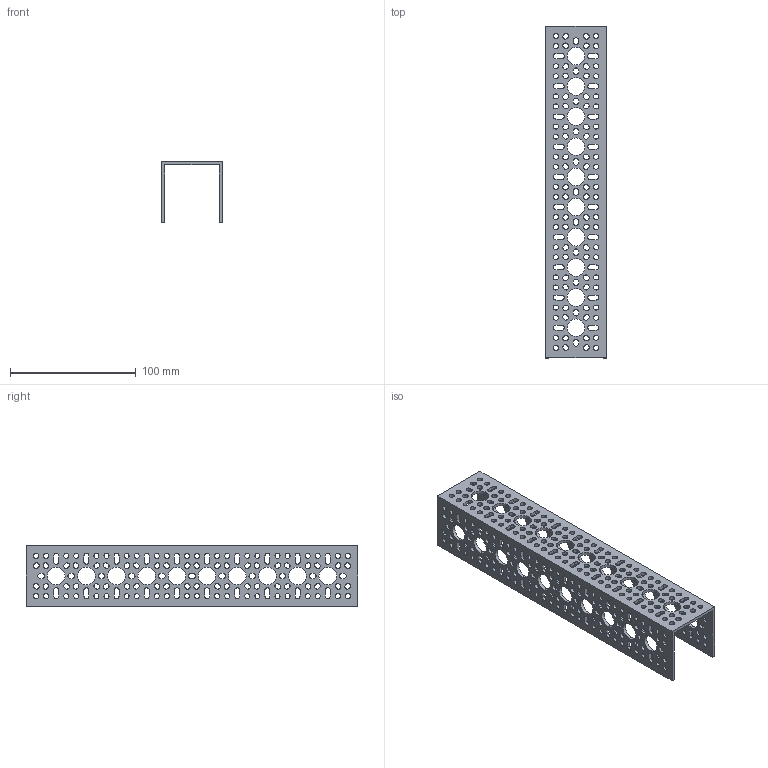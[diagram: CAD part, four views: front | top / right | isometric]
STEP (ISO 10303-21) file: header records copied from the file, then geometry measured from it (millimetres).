
FILE_DESCRIPTION (( 'STEP AP203' ), '1' );
FILE_NAME ('1100-0010-0264 rev1.STEP', '2017-05-12T21:02:23', ( '' ), ( '' ), 'SwSTEP 2.0', 'SolidWorks 2016', '' );
FILE_SCHEMA (( 'CONFIG_CONTROL_DESIGN' ));
Length unit declared in the file: millimetre
Products named in the file (1): 1100-0010-0264 rev1
Bounding box: 48 x 264 x 48 mm (x, y, z)
Volume: 64808.5 mm3; surface area: 70461.3 mm2
Topology: 1 solids, 1 shells, 1396 faces, 4182 edges, 2788 vertices
Faces by surface type: cylinder 936, plane 460
Entity records: 49523 total; most frequent: DIRECTION 8848, CARTESIAN_POINT 8367, ORIENTED_EDGE 8364, EDGE_CURVE 4182, AXIS2_PLACEMENT_3D 3269, VERTEX_POINT 2788, VECTOR 2310, LINE 2310
